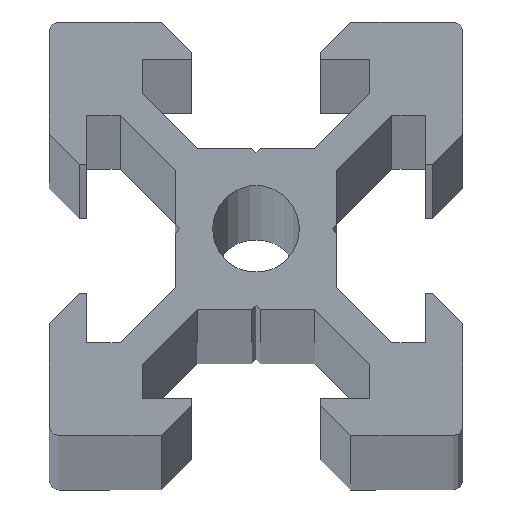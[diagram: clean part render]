
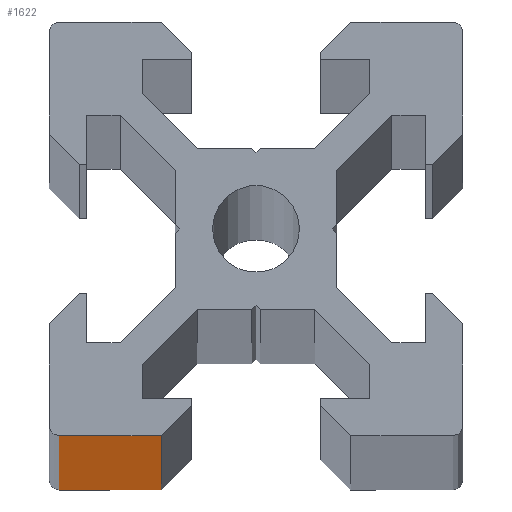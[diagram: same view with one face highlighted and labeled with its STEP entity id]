
A CAD part, top view. The second image highlights one B-rep face of the part: STEP entity #1622.
In plain terms, the highlighted planar face has unit normal (0, -1, 0).
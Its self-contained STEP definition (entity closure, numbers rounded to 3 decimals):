
#14 = CARTESIAN_POINT ( 'NONE',  ( 0., -10., 1500. ) ) ;
#35 = LINE ( 'NONE', #327, #473 ) ;
#43 = EDGE_CURVE ( 'NONE', #1160, #1646, #476, .T. ) ;
#61 = ORIENTED_EDGE ( 'NONE', *, *, #43, .F. ) ;
#159 = DIRECTION ( 'NONE',  ( 0., 0., -1. ) ) ;
#327 = CARTESIAN_POINT ( 'NONE',  ( -9.5, -10., 1500. ) ) ;
#423 = EDGE_LOOP ( 'NONE', ( #61, #2035, #1745, #1786 ) ) ;
#437 = EDGE_CURVE ( 'NONE', #634, #1646, #35, .T. ) ;
#473 = VECTOR ( 'NONE', #159, 1000. ) ;
#476 = LINE ( 'NONE', #1904, #1931 ) ;
#486 = CARTESIAN_POINT ( 'NONE',  ( -4.58, -10., 0. ) ) ;
#508 = PLANE ( 'NONE',  #790 ) ;
#532 = LINE ( 'NONE', #1729, #1060 ) ;
#555 = EDGE_CURVE ( 'NONE', #1889, #634, #811, .T. ) ;
#634 = VERTEX_POINT ( 'NONE', #1938 ) ;
#700 = DIRECTION ( 'NONE',  ( 1., 0., 0. ) ) ;
#710 = CARTESIAN_POINT ( 'NONE',  ( -9.5, -10., 0. ) ) ;
#743 = VECTOR ( 'NONE', #1028, 1000. ) ;
#790 = AXIS2_PLACEMENT_3D ( 'NONE', #887, #1830, #700 ) ;
#811 = LINE ( 'NONE', #14, #743 ) ;
#887 = CARTESIAN_POINT ( 'NONE',  ( 0., -10., 1500. ) ) ;
#951 = EDGE_CURVE ( 'NONE', #1889, #1160, #532, .T. ) ;
#1028 = DIRECTION ( 'NONE',  ( -1., 0., 0. ) ) ;
#1060 = VECTOR ( 'NONE', #1186, 1000. ) ;
#1100 = FACE_OUTER_BOUND ( 'NONE', #423, .T. ) ;
#1160 = VERTEX_POINT ( 'NONE', #486 ) ;
#1186 = DIRECTION ( 'NONE',  ( 0., 0., -1. ) ) ;
#1622 = ADVANCED_FACE ( 'NONE', ( #1100 ), #508, .T. ) ;
#1646 = VERTEX_POINT ( 'NONE', #710 ) ;
#1729 = CARTESIAN_POINT ( 'NONE',  ( -4.58, -10., 1500. ) ) ;
#1745 = ORIENTED_EDGE ( 'NONE', *, *, #555, .T. ) ;
#1786 = ORIENTED_EDGE ( 'NONE', *, *, #437, .T. ) ;
#1830 = DIRECTION ( 'NONE',  ( 0., -1., 0. ) ) ;
#1889 = VERTEX_POINT ( 'NONE', #2245 ) ;
#1904 = CARTESIAN_POINT ( 'NONE',  ( 0., -10., 0. ) ) ;
#1931 = VECTOR ( 'NONE', #2029, 1000. ) ;
#1938 = CARTESIAN_POINT ( 'NONE',  ( -9.5, -10., 1500. ) ) ;
#2029 = DIRECTION ( 'NONE',  ( -1., 0., 0. ) ) ;
#2035 = ORIENTED_EDGE ( 'NONE', *, *, #951, .F. ) ;
#2245 = CARTESIAN_POINT ( 'NONE',  ( -4.58, -10., 1500. ) ) ;
